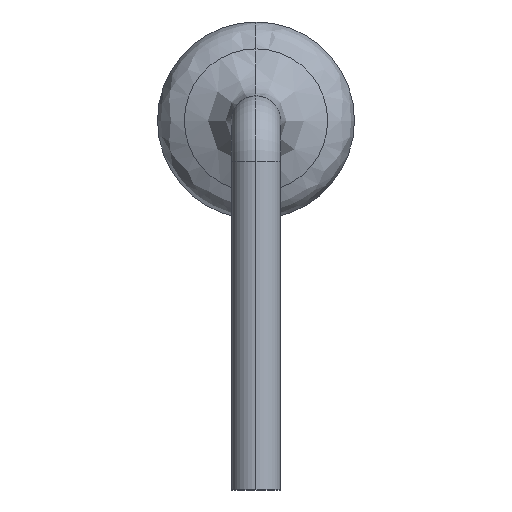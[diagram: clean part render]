
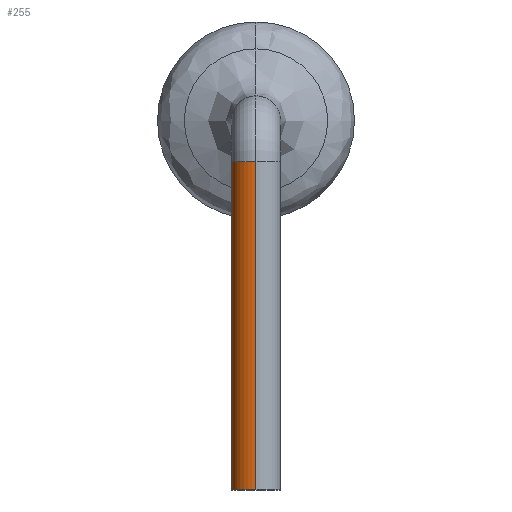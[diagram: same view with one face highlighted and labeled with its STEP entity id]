
A CAD part, left-side view. The second image highlights one B-rep face of the part: STEP entity #255.
In plain terms, the highlighted cylindrical face has radius 0.3 mm (diameter 0.6 mm), a partial arc.
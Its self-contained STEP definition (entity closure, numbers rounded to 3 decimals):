
#75 = ORIENTED_EDGE ( 'NONE', *, *, #885, .T. ) ;
#86 = CARTESIAN_POINT ( 'NONE',  ( -6.675, 0., 0.713 ) ) ;
#121 = DIRECTION ( 'NONE',  ( 0., 0., -1. ) ) ;
#203 = CYLINDRICAL_SURFACE ( 'NONE', #2215, 0.3 ) ;
#255 = ADVANCED_FACE ( 'NONE', ( #971 ), #203, .T. ) ;
#299 = VERTEX_POINT ( 'NONE', #86 ) ;
#332 = CIRCLE ( 'NONE', #891, 0.3 ) ;
#366 = DIRECTION ( 'NONE',  ( -1., 0., 0. ) ) ;
#392 = DIRECTION ( 'NONE',  ( -1., 0., 0. ) ) ;
#452 = CARTESIAN_POINT ( 'NONE',  ( -6.675, 0., -3.287 ) ) ;
#584 = EDGE_CURVE ( 'NONE', #2086, #1339, #1211, .T. ) ;
#646 = EDGE_CURVE ( 'NONE', #299, #1175, #1448, .T. ) ;
#792 = DIRECTION ( 'NONE',  ( 0., 0., -1. ) ) ;
#844 = ORIENTED_EDGE ( 'NONE', *, *, #584, .T. ) ;
#872 = VECTOR ( 'NONE', #121, 1000. ) ;
#885 = EDGE_CURVE ( 'NONE', #299, #2086, #2158, .T. ) ;
#891 = AXIS2_PLACEMENT_3D ( 'NONE', #1989, #925, #392 ) ;
#925 = DIRECTION ( 'NONE',  ( 0., 0., -1. ) ) ;
#962 = AXIS2_PLACEMENT_3D ( 'NONE', #1966, #1414, #366 ) ;
#971 = FACE_OUTER_BOUND ( 'NONE', #1287, .T. ) ;
#976 = ORIENTED_EDGE ( 'NONE', *, *, #1953, .F. ) ;
#993 = CARTESIAN_POINT ( 'NONE',  ( -6.075, 0., 0.713 ) ) ;
#1134 = DIRECTION ( 'NONE',  ( -1., 0., 0. ) ) ;
#1175 = VERTEX_POINT ( 'NONE', #452 ) ;
#1201 = CARTESIAN_POINT ( 'NONE',  ( -6.675, 0., 0.713 ) ) ;
#1211 = LINE ( 'NONE', #993, #2140 ) ;
#1287 = EDGE_LOOP ( 'NONE', ( #75, #844, #976, #2142 ) ) ;
#1339 = VERTEX_POINT ( 'NONE', #1341 ) ;
#1341 = CARTESIAN_POINT ( 'NONE',  ( -6.075, 0., -3.287 ) ) ;
#1414 = DIRECTION ( 'NONE',  ( 0., 0., -1. ) ) ;
#1448 = LINE ( 'NONE', #1201, #872 ) ;
#1493 = CARTESIAN_POINT ( 'NONE',  ( -6.375, 0., 0.713 ) ) ;
#1866 = CARTESIAN_POINT ( 'NONE',  ( -6.075, 0., 0.713 ) ) ;
#1953 = EDGE_CURVE ( 'NONE', #1175, #1339, #332, .T. ) ;
#1966 = CARTESIAN_POINT ( 'NONE',  ( -6.375, 0., 0.713 ) ) ;
#1989 = CARTESIAN_POINT ( 'NONE',  ( -6.375, 0., -3.287 ) ) ;
#2086 = VERTEX_POINT ( 'NONE', #1866 ) ;
#2140 = VECTOR ( 'NONE', #792, 1000. ) ;
#2142 = ORIENTED_EDGE ( 'NONE', *, *, #646, .F. ) ;
#2158 = CIRCLE ( 'NONE', #962, 0.3 ) ;
#2203 = DIRECTION ( 'NONE',  ( 0., 0., -1. ) ) ;
#2215 = AXIS2_PLACEMENT_3D ( 'NONE', #1493, #2203, #1134 ) ;
